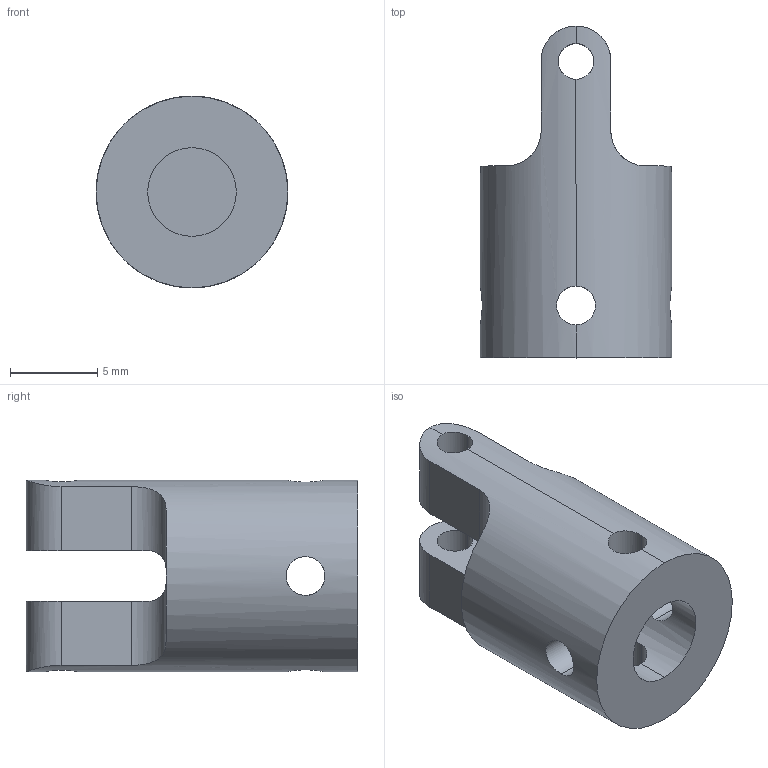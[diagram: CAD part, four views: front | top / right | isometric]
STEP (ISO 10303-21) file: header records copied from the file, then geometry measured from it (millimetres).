
FILE_DESCRIPTION (( 'STEP AP214' ), '1' );
FILE_NAME ('shaft_joint_v2.STEP', '2024-09-09T16:14:20', ( '' ), ( '' ), 'SwSTEP 2.0', 'SolidWorks 2023', '' );
FILE_SCHEMA (( 'AUTOMOTIVE_DESIGN' ));
Length unit declared in the file: millimetre
Products named in the file (1): shaft_joint_v2
Bounding box: 11 x 19.02 x 11 mm (x, y, z)
Volume: 1022.2 mm3; surface area: 1039.2 mm2
Topology: 1 solids, 1 shells, 35 faces, 112 edges, 74 vertices
Faces by surface type: cylinder 26, plane 9
Entity records: 1695 total; most frequent: CARTESIAN_POINT 728, ORIENTED_EDGE 224, DIRECTION 160, EDGE_CURVE 112, VERTEX_POINT 74, AXIS2_PLACEMENT_3D 56, LINE 48, VECTOR 48
